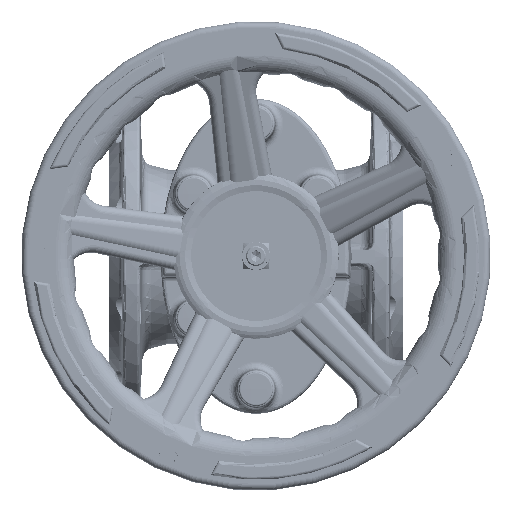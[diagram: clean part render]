
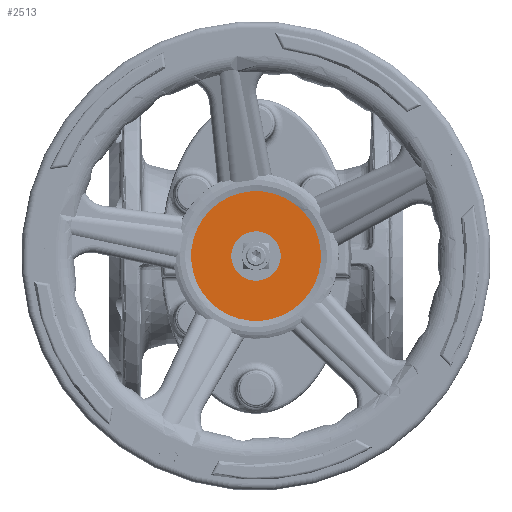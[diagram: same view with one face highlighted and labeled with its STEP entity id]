
A CAD part, top view. The second image highlights one B-rep face of the part: STEP entity #2513.
In plain terms, the highlighted planar face has unit normal (0, 0, 1).
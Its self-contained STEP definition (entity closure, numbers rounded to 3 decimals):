
#2440=CARTESIAN_POINT('',(-11.439,-11.187,293.5));
#2441=VERTEX_POINT('',#2440);
#2448=CARTESIAN_POINT('',(11.439,11.187,293.5));
#2449=VERTEX_POINT('',#2448);
#2450=CARTESIAN_POINT('',(0.,-0.,293.5));
#2451=DIRECTION('',(0.,0.,-1.));
#2452=DIRECTION('',(-0.715,-0.699,-0.));
#2453=AXIS2_PLACEMENT_3D('',#2450,#2451,#2452);
#2454=CIRCLE('',#2453,16.);
#2455=EDGE_CURVE('',#2449,#2441,#2454,.T.);
#2472=CARTESIAN_POINT('',(0.,-0.,293.5));
#2473=DIRECTION('',(0.,0.,-1.));
#2474=DIRECTION('',(-0.715,-0.699,-0.));
#2475=AXIS2_PLACEMENT_3D('',#2472,#2473,#2474);
#2476=CIRCLE('',#2475,16.);
#2477=EDGE_CURVE('',#2441,#2449,#2476,.T.);
#2484=CARTESIAN_POINT('',(0.,-0.,293.5));
#2485=DIRECTION('',(0.,-0.,1.));
#2486=DIRECTION('',(-0.715,-0.699,-0.));
#2487=AXIS2_PLACEMENT_3D('',#2484,#2485,#2486);
#2488=PLANE('',#2487);
#2489=CARTESIAN_POINT('',(30.061,29.399,293.5));
#2490=VERTEX_POINT('',#2489);
#2491=CARTESIAN_POINT('',(-30.061,-29.399,293.5));
#2492=VERTEX_POINT('',#2491);
#2493=CARTESIAN_POINT('',(0.,-0.,293.5));
#2494=DIRECTION('',(-0.,-0.,1.));
#2495=DIRECTION('',(0.715,0.699,0.));
#2496=AXIS2_PLACEMENT_3D('',#2493,#2494,#2495);
#2497=CIRCLE('',#2496,42.047);
#2498=EDGE_CURVE('',#2490,#2492,#2497,.T.);
#2499=ORIENTED_EDGE('',*,*,#2498,.T.);
#2500=CARTESIAN_POINT('',(0.,-0.,293.5));
#2501=DIRECTION('',(-0.,-0.,1.));
#2502=DIRECTION('',(0.715,0.699,0.));
#2503=AXIS2_PLACEMENT_3D('',#2500,#2501,#2502);
#2504=CIRCLE('',#2503,42.047);
#2505=EDGE_CURVE('',#2492,#2490,#2504,.T.);
#2506=ORIENTED_EDGE('',*,*,#2505,.T.);
#2507=EDGE_LOOP('',(#2499,#2506));
#2508=FACE_BOUND('',#2507,.T.);
#2509=ORIENTED_EDGE('',*,*,#2477,.T.);
#2510=ORIENTED_EDGE('',*,*,#2455,.T.);
#2511=EDGE_LOOP('',(#2509,#2510));
#2512=FACE_BOUND('',#2511,.T.);
#2513=ADVANCED_FACE('',(#2508,#2512),#2488,.T.);
